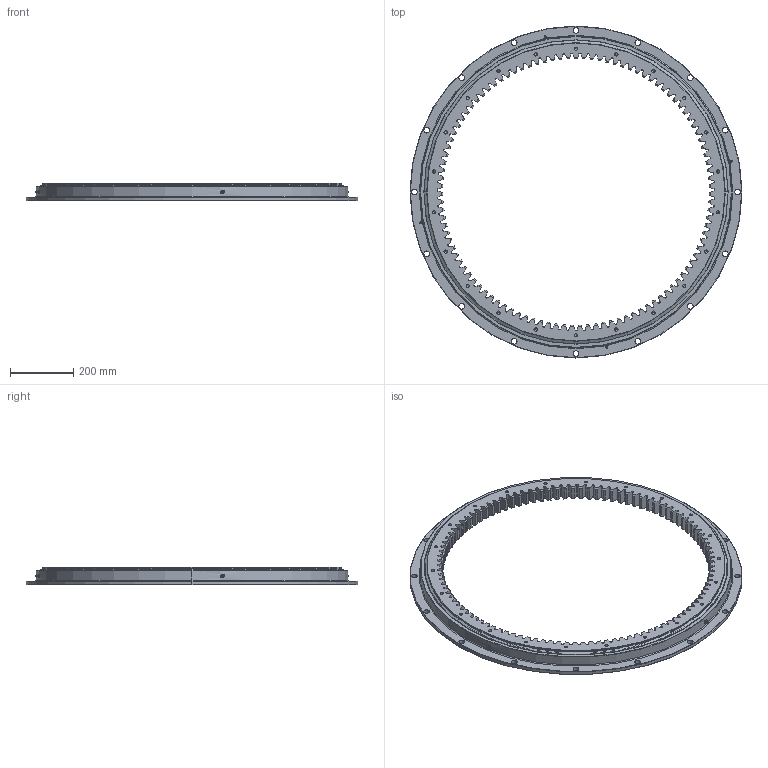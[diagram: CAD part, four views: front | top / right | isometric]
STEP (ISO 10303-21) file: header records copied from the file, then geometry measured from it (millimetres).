
FILE_DESCRIPTION (( 'STEP AP214' ), '1' );
FILE_NAME ('I.1050.20.00.STEP', '2017-07-27T06:30:53', ( '' ), ( '' ), 'SwSTEP 2.0', 'SolidWorks 2015', '' );
FILE_SCHEMA (( 'AUTOMOTIVE_DESIGN' ));
Length unit declared in the file: millimetre
Products named in the file (7): B.1048.B20C.A3N.0 - OR; B.1048.B20C.A3N.0 - IR; I.1050.20.00; Grease nipple M10x1mm; B.1048.B20C.A3N.0 - OR Seal; B.1048.B20C.A3N.0 - IR Seal; Ball D20
Assembly tree (135 placements, depth 2):
  I.1050.20.00
    B.1048.B20C.A3N.0 - IR
    B.1048.B20C.A3N.0 - OR
    Ball D20  x127
    B.1048.B20C.A3N.0 - IR Seal
    B.1048.B20C.A3N.0 - OR Seal
    Grease nipple M10x1mm  x4
Bounding box: 1048 x 1048 x 56 mm (x, y, z)
Volume: 9104596.6 mm3; surface area: 1742697.5 mm2
Topology: 135 solids, 135 shells, 1696 faces, 4974 edges, 3283 vertices
Faces by surface type: bspline 428, plane 376, cone 352, sphere 254, cylinder 239, torus 47
Entity records: 49522 total; most frequent: CARTESIAN_POINT 17257, ORIENTED_EDGE 7654, DIRECTION 4680, EDGE_CURVE 3827, VERTEX_POINT 2524, B_SPLINE_CURVE_WITH_KNOTS 2014, AXIS2_PLACEMENT_3D 1815, EDGE_LOOP 1419
